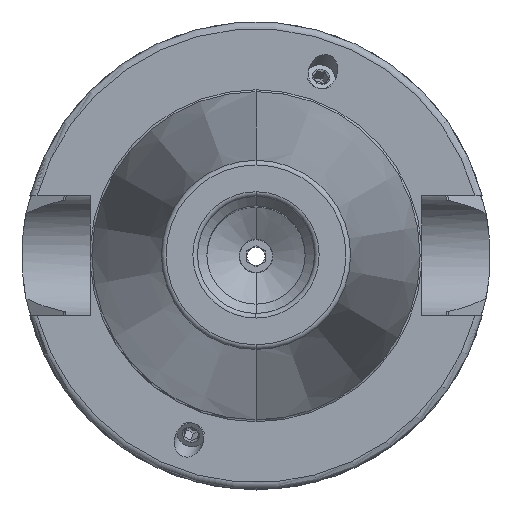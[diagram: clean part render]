
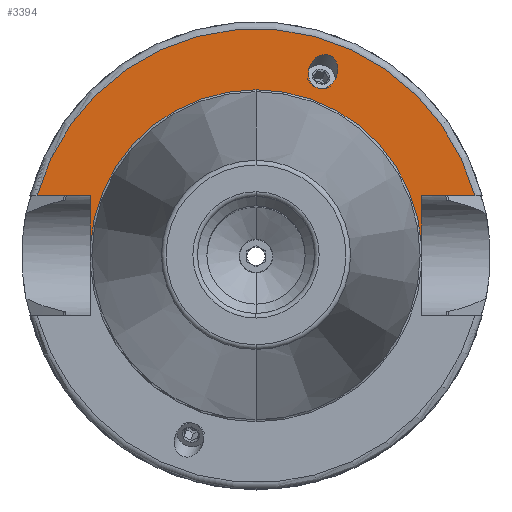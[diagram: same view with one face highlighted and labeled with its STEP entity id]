
A CAD part, top view. The second image highlights one B-rep face of the part: STEP entity #3394.
In plain terms, the highlighted planar face has unit normal (0, 0, 1).
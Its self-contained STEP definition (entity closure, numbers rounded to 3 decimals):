
#474=DIRECTION('',(1,0,0));
#475=VECTOR('',#474,11.367);
#476=CARTESIAN_POINT('',(-46.767,12.85,35));
#477=LINE('',#476,#475);
#478=DIRECTION('',(-1,0,0));
#479=VECTOR('',#478,11.367);
#480=CARTESIAN_POINT('',(46.767,12.85,35));
#481=LINE('',#480,#479);
#482=DIRECTION('',(0,-1,0));
#483=VECTOR('',#482,10.609);
#484=CARTESIAN_POINT('',(35.4,12.85,35));
#485=LINE('',#484,#483);
#486=DIRECTION('',(0,1,0));
#487=VECTOR('',#486,10.609);
#488=CARTESIAN_POINT('',(-35.4,2.241,35));
#489=LINE('',#488,#487);
#490=DIRECTION('',(-0.94,0.342,0));
#491=VECTOR('',#490,1.1);
#492=CARTESIAN_POINT('',(13.595,35.744,35));
#493=LINE('',#492,#491);
#504=CARTESIAN_POINT('',(0,0,35));
#505=DIRECTION('',(0,0,1));
#506=DIRECTION('',(0,1,0));
#507=AXIS2_PLACEMENT_3D('',#504,#505,#506);
#535=CARTESIAN_POINT('',(0,0,35));
#536=DIRECTION('',(0,0,-1));
#537=DIRECTION('',(0,1,0));
#538=AXIS2_PLACEMENT_3D('',#535,#536,#537);
#604=CARTESIAN_POINT('',(0,0,35));
#605=DIRECTION('',(0,0,1));
#606=DIRECTION('',(0.964,0.265,0));
#607=AXIS2_PLACEMENT_3D('',#604,#605,#606);
#2254=CARTESIAN_POINT('',(12.561,36.12,35));
#2255=CARTESIAN_POINT('',(12.346,36.257,35));
#2256=CARTESIAN_POINT('',(11.901,36.63,35));
#2257=CARTESIAN_POINT('',(11.324,37.62,35));
#2258=CARTESIAN_POINT('',(11.096,39.085,35));
#2259=CARTESIAN_POINT('',(11.491,40.778,35));
#2260=CARTESIAN_POINT('',(12.488,42.174,35));
#2261=CARTESIAN_POINT('',(13.713,42.92,35));
#2262=CARTESIAN_POINT('',(14.625,43.055,35));
#2263=CARTESIAN_POINT('',(15.229,42.988,35));
#2264=CARTESIAN_POINT('',(15.607,42.881,35));
#2265=CARTESIAN_POINT('',(15.966,42.72,35));
#2266=CARTESIAN_POINT('',(16.472,42.383,35));
#2267=CARTESIAN_POINT('',(17.084,41.693,35));
#2268=CARTESIAN_POINT('',(17.543,40.334,35));
#2269=CARTESIAN_POINT('',(17.409,38.625,35));
#2270=CARTESIAN_POINT('',(16.623,37.074,35));
#2271=CARTESIAN_POINT('',(15.507,36.098,35));
#2272=CARTESIAN_POINT('',(14.429,35.711,35));
#2273=CARTESIAN_POINT('',(13.848,35.711,35));
#2274=CARTESIAN_POINT('',(13.595,35.744,35));
#2555=CARTESIAN_POINT('',(-46.767,12.85,35));
#2556=CARTESIAN_POINT('',(-35.4,12.85,35));
#2557=VERTEX_POINT('',#2555);
#2558=VERTEX_POINT('',#2556);
#2559=CARTESIAN_POINT('',(35.4,12.85,35));
#2560=CARTESIAN_POINT('',(35.4,2.241,35));
#2561=VERTEX_POINT('',#2559);
#2562=VERTEX_POINT('',#2560);
#2567=CARTESIAN_POINT('',(46.767,12.85,35));
#2568=VERTEX_POINT('',#2567);
#2613=CARTESIAN_POINT('',(0,35.471,35));
#2615=VERTEX_POINT('',#2613);
#2625=CARTESIAN_POINT('',(-35.4,2.241,35));
#2626=VERTEX_POINT('',#2625);
#2633=CARTESIAN_POINT('',(13.595,35.744,35));
#2634=CARTESIAN_POINT('',(12.561,36.12,35));
#2635=VERTEX_POINT('',#2633);
#2636=VERTEX_POINT('',#2634);
#3369=CARTESIAN_POINT('',(0,0,35));
#3370=DIRECTION('',(0,0,-1));
#3371=DIRECTION('',(0,-1,0));
#3372=AXIS2_PLACEMENT_3D('',#3369,#3370,#3371);
#3373=PLANE('',#3372);
#3374=ORIENTED_EDGE('',*,*,#3172,.F.);
#3376=ORIENTED_EDGE('',*,*,#3375,.F.);
#3378=ORIENTED_EDGE('',*,*,#3377,.T.);
#3380=ORIENTED_EDGE('',*,*,#3379,.T.);
#3382=ORIENTED_EDGE('',*,*,#3381,.F.);
#3384=ORIENTED_EDGE('',*,*,#3383,.T.);
#3385=ORIENTED_EDGE('',*,*,#3145,.T.);
#3386=EDGE_LOOP('',(#3374,#3376,#3378,#3380,#3382,#3384,#3385));
#3387=FACE_OUTER_BOUND('',#3386,.F.);
#3389=ORIENTED_EDGE('',*,*,#3388,.F.);
#3391=ORIENTED_EDGE('',*,*,#3390,.F.);
#3392=EDGE_LOOP('',(#3389,#3391));
#3393=FACE_BOUND('',#3392,.F.);
#3394=ADVANCED_FACE('',(#3387,#3393),#3373,.F.);
#508=CIRCLE('',#507,35.471);
#539=CIRCLE('',#538,35.471);
#608=CIRCLE('',#607,48.5);
#2275=B_SPLINE_CURVE_WITH_KNOTS('',3,(#2254,#2255,#2256,#2257,#2258,#2259,#2260,
#2261,#2262,#2263,#2264,#2265,#2266,#2267,#2268,#2269,#2270,#2271,#2272,#2273,
#2274),.UNSPECIFIED.,.F.,.F.,(4,1,1,1,1,1,1,1,1,1,1,1,1,1,1,1,1,1,4),(0,
0.063,0.125,0.188,0.25,0.313,0.375,0.438,0.469,0.5,
0.531,0.563,0.625,0.688,0.75,0.813,0.875,0.938,1),
.UNSPECIFIED.);
#3145=EDGE_CURVE('',#2626,#2558,#489,.T.);
#3172=EDGE_CURVE('',#2557,#2558,#477,.T.);
#3375=EDGE_CURVE('',#2568,#2557,#608,.T.);
#3377=EDGE_CURVE('',#2568,#2561,#481,.T.);
#3379=EDGE_CURVE('',#2561,#2562,#485,.T.);
#3381=EDGE_CURVE('',#2615,#2562,#539,.T.);
#3383=EDGE_CURVE('',#2615,#2626,#508,.T.);
#3388=EDGE_CURVE('',#2635,#2636,#493,.T.);
#3390=EDGE_CURVE('',#2636,#2635,#2275,.T.);
